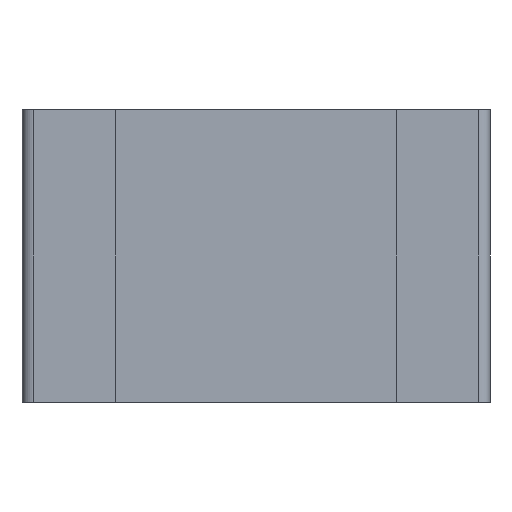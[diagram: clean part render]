
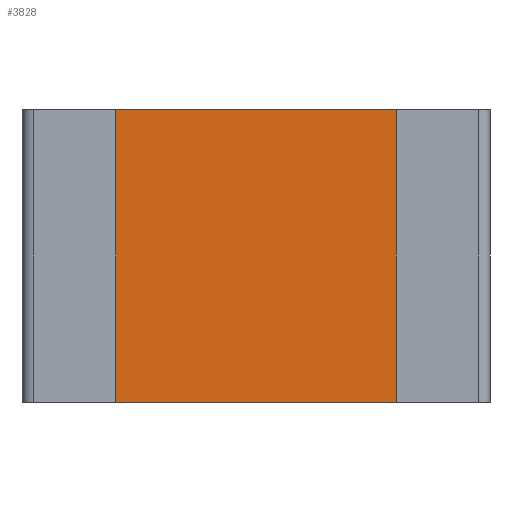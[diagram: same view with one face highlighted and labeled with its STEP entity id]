
A CAD part, front view. The second image highlights one B-rep face of the part: STEP entity #3828.
In plain terms, the highlighted planar face has unit normal (0, -1, 0).
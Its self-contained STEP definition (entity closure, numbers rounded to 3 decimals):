
#172 = ORIENTED_EDGE ( 'NONE', *, *, #3255, .F. ) ;
#207 = VECTOR ( 'NONE', #1986, 1000. ) ;
#359 = PLANE ( 'NONE',  #863 ) ;
#375 = CARTESIAN_POINT ( 'NONE',  ( -0.95, 0.05, 0.625 ) ) ;
#451 = VERTEX_POINT ( 'NONE', #1445 ) ;
#550 = CARTESIAN_POINT ( 'NONE',  ( 0.95, 0.05, -0.625 ) ) ;
#750 = EDGE_LOOP ( 'NONE', ( #6597, #3849, #1120, #172 ) ) ;
#791 = EDGE_CURVE ( 'NONE', #451, #1329, #1434, .T. ) ;
#863 = AXIS2_PLACEMENT_3D ( 'NONE', #5785, #5307, #2063 ) ;
#1120 = ORIENTED_EDGE ( 'NONE', *, *, #4702, .F. ) ;
#1143 = CARTESIAN_POINT ( 'NONE',  ( -0.95, 0.05, 0.625 ) ) ;
#1329 = VERTEX_POINT ( 'NONE', #1143 ) ;
#1434 = LINE ( 'NONE', #4492, #5990 ) ;
#1445 = CARTESIAN_POINT ( 'NONE',  ( -0.95, 0.05, -0.625 ) ) ;
#1492 = CARTESIAN_POINT ( 'NONE',  ( 0.95, 0.05, 0.625 ) ) ;
#1817 = VERTEX_POINT ( 'NONE', #6212 ) ;
#1919 = DIRECTION ( 'NONE',  ( 0., 0., 1. ) ) ;
#1965 = VECTOR ( 'NONE', #3930, 1000. ) ;
#1986 = DIRECTION ( 'NONE',  ( 1., 0., 0. ) ) ;
#2063 = DIRECTION ( 'NONE',  ( 0., 0., 1. ) ) ;
#2957 = FACE_OUTER_BOUND ( 'NONE', #750, .T. ) ;
#2972 = CARTESIAN_POINT ( 'NONE',  ( -0.95, 0.05, -0.625 ) ) ;
#3115 = VECTOR ( 'NONE', #4158, 1000. ) ;
#3241 = VERTEX_POINT ( 'NONE', #1492 ) ;
#3255 = EDGE_CURVE ( 'NONE', #1329, #3241, #6270, .T. ) ;
#3828 = ADVANCED_FACE ( 'NONE', ( #2957 ), #359, .F. ) ;
#3849 = ORIENTED_EDGE ( 'NONE', *, *, #4532, .F. ) ;
#3930 = DIRECTION ( 'NONE',  ( -1., 0., 0. ) ) ;
#4158 = DIRECTION ( 'NONE',  ( 0., 0., -1. ) ) ;
#4492 = CARTESIAN_POINT ( 'NONE',  ( -0.95, 0.05, -0.625 ) ) ;
#4532 = EDGE_CURVE ( 'NONE', #1817, #451, #5080, .T. ) ;
#4702 = EDGE_CURVE ( 'NONE', #3241, #1817, #5761, .T. ) ;
#5080 = LINE ( 'NONE', #2972, #1965 ) ;
#5307 = DIRECTION ( 'NONE',  ( 0., 1., 0. ) ) ;
#5761 = LINE ( 'NONE', #550, #3115 ) ;
#5785 = CARTESIAN_POINT ( 'NONE',  ( 0., 0.05, 0. ) ) ;
#5990 = VECTOR ( 'NONE', #1919, 1000. ) ;
#6212 = CARTESIAN_POINT ( 'NONE',  ( 0.95, 0.05, -0.625 ) ) ;
#6270 = LINE ( 'NONE', #375, #207 ) ;
#6597 = ORIENTED_EDGE ( 'NONE', *, *, #791, .F. ) ;
